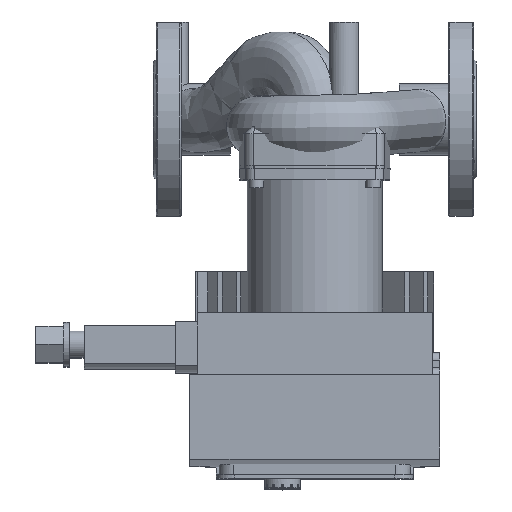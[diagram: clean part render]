
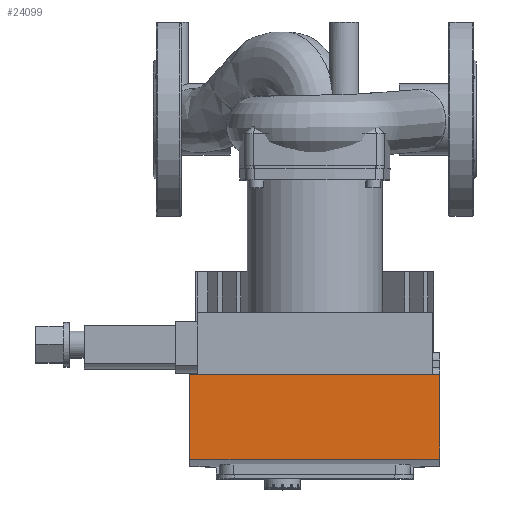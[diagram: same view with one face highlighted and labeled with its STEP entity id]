
A CAD part, top view. The second image highlights one B-rep face of the part: STEP entity #24099.
In plain terms, the highlighted planar face has unit normal (0, 0, 1).
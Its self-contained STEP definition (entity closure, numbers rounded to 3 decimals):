
#2019=LINE('',#65405,#4281);
#2027=LINE('',#65425,#4289);
#2033=LINE('',#65436,#4295);
#2039=LINE('',#65451,#4301);
#4281=VECTOR('',#32264,10.);
#4289=VECTOR('',#32284,10.);
#4295=VECTOR('',#32296,10.);
#4301=VECTOR('',#32318,10.);
#6721=FACE_OUTER_BOUND('',#8192,.T.);
#8192=EDGE_LOOP('',(#20522,#20523,#20524,#20525));
#11149=VERTEX_POINT('',#65402);
#11150=VERTEX_POINT('',#65404);
#11156=VERTEX_POINT('',#65424);
#11158=VERTEX_POINT('',#65434);
#14359=EDGE_CURVE('',#11150,#11149,#2019,.T.);
#14369=EDGE_CURVE('',#11150,#11156,#2027,.T.);
#14376=EDGE_CURVE('',#11158,#11149,#2033,.T.);
#14383=EDGE_CURVE('',#11158,#11156,#2039,.T.);
#20522=ORIENTED_EDGE('',*,*,#14383,.T.);
#20523=ORIENTED_EDGE('',*,*,#14369,.F.);
#20524=ORIENTED_EDGE('',*,*,#14359,.T.);
#20525=ORIENTED_EDGE('',*,*,#14376,.F.);
#22764=PLANE('',#26437);
#24099=ADVANCED_FACE('',(#6721),#22764,.T.);
#26437=AXIS2_PLACEMENT_3D('',#65450,#32316,#32317);
#32264=DIRECTION('',(0.,-1.,0.));
#32284=DIRECTION('',(1.,0.,0.));
#32296=DIRECTION('',(-1.,0.,0.));
#32316=DIRECTION('center_axis',(0.,0.,1.));
#32317=DIRECTION('ref_axis',(1.,0.,0.));
#32318=DIRECTION('',(0.,1.,0.));
#65402=CARTESIAN_POINT('',(25.,-231.5,180.));
#65404=CARTESIAN_POINT('',(25.,-174.,180.));
#65405=CARTESIAN_POINT('',(25.,-231.5,180.));
#65424=CARTESIAN_POINT('',(195.,-174.,180.));
#65425=CARTESIAN_POINT('',(110.,-174.,180.));
#65434=CARTESIAN_POINT('',(195.,-231.5,180.));
#65436=CARTESIAN_POINT('',(110.,-231.5,180.));
#65450=CARTESIAN_POINT('Origin',(110.,-231.5,180.));
#65451=CARTESIAN_POINT('',(195.,-174.,180.));
